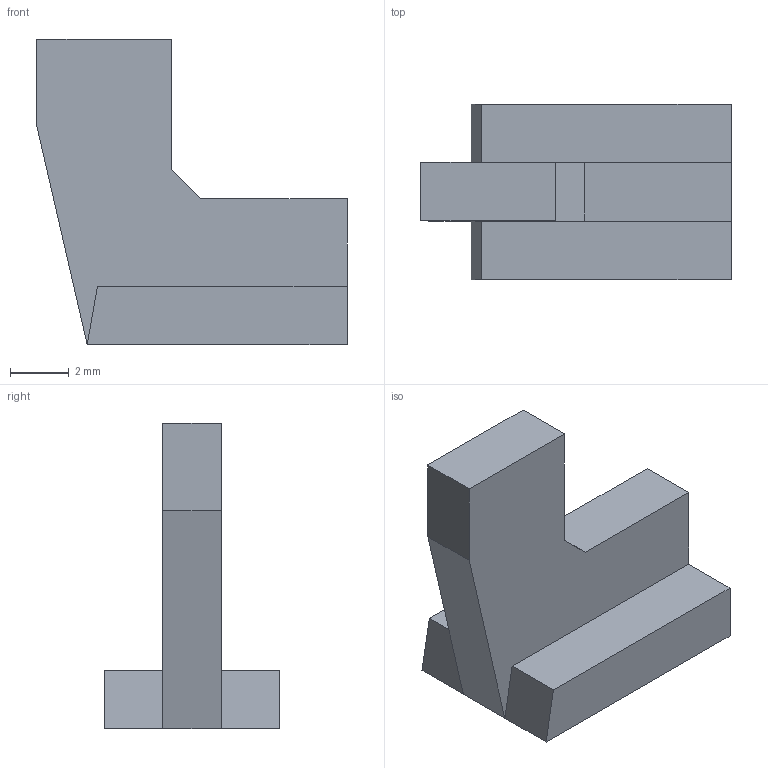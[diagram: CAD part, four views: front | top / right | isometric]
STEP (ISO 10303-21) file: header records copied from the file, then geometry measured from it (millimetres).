
FILE_DESCRIPTION(/* description */ (''),/* implementation_level */ '2;1');
FILE_NAME(/* name */ 'V05-03-07 - optical endstop trigger v5.step',/* time_stamp */ '2021-07-12T23:09:37+03:00',/* author */ (''),/* organization */ (''),/* preprocessor_version */ 'ST-DEVELOPER v18.1',/* originating_system */ 'Autodesk Translation Framework v10.9.0.1377',/* authorisation */ '');
FILE_SCHEMA (('AUTOMOTIVE_DESIGN { 1 0 10303 214 3 1 1 }'));
Length unit declared in the file: millimetre
Products named in the file (1): V05-03-07 - optical endstop trigger
Bounding box: 10.6 x 6 x 10.45 mm (x, y, z)
Volume: 214 mm3; surface area: 310.1 mm2
Topology: 1 solids, 1 shells, 16 faces, 40 edges, 26 vertices
Faces by surface type: plane 16
Entity records: 508 total; most frequent: CARTESIAN_POINT 83, ORIENTED_EDGE 80, DIRECTION 74, LINE 40, VECTOR 40, EDGE_CURVE 40, VERTEX_POINT 26, AXIS2_PLACEMENT_3D 17
